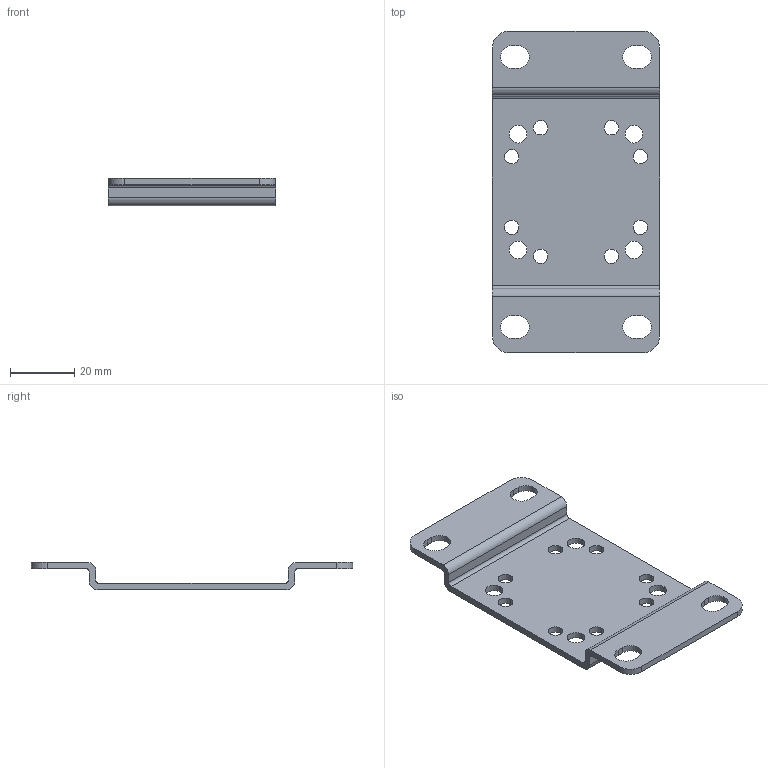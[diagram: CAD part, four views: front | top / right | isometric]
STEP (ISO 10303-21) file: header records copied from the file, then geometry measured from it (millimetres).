
FILE_DESCRIPTION (( 'STEP AP214' ), '1' );
FILE_NAME ('ETV-Fj-FA.STEP', '2022-12-08T16:09:46', ( '' ), ( '' ), 'SwSTEP 2.0', 'SolidWorks 2022', '' );
FILE_SCHEMA (( 'AUTOMOTIVE_DESIGN' ));
Length unit declared in the file: millimetre
Products named in the file (1): ETV-Fj-FA
Bounding box: 52 x 100 x 8.5 mm (x, y, z)
Volume: 10610.3 mm3; surface area: 11738.4 mm2
Topology: 1 solids, 1 shells, 70 faces, 204 edges, 136 vertices
Faces by surface type: cylinder 48, plane 22
Entity records: 3232 total; most frequent: DIRECTION 442, CARTESIAN_POINT 411, ORIENTED_EDGE 408, EDGE_CURVE 204, AXIS2_PLACEMENT_3D 167, VERTEX_POINT 136, LINE 108, VECTOR 108
